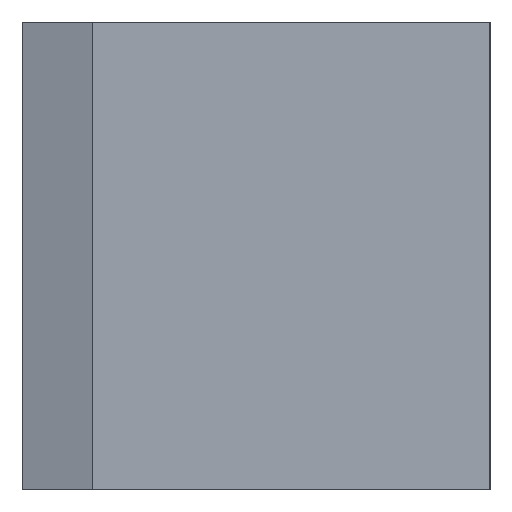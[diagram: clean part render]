
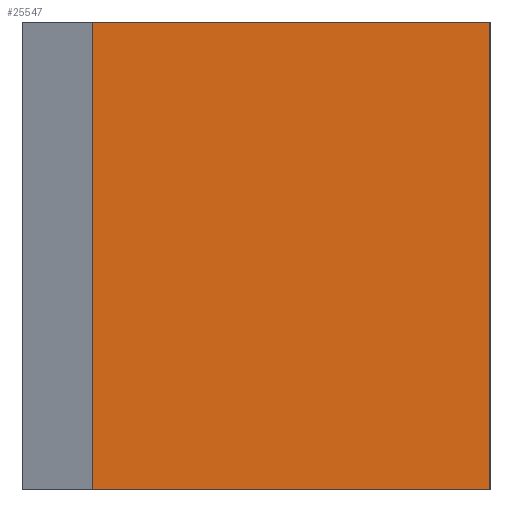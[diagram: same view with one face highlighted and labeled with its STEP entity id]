
A CAD part, left-side view. The second image highlights one B-rep face of the part: STEP entity #25547.
In plain terms, the highlighted planar face has unit normal (-1, 0, 0).
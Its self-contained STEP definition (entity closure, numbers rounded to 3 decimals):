
#24=ORIENTED_EDGE('',*,*,#7680,.T.);
#25=ORIENTED_EDGE('',*,*,#7681,.F.);
#26=ORIENTED_EDGE('',*,*,#7682,.F.);
#27=ORIENTED_EDGE('',*,*,#7677,.T.);
#7677=EDGE_CURVE('',#11506,#11505,#14057,.T.);
#7680=EDGE_CURVE('',#11505,#11508,#14060,.T.);
#7681=EDGE_CURVE('',#11509,#11508,#14061,.T.);
#7682=EDGE_CURVE('',#11506,#11509,#14062,.T.);
#11505=VERTEX_POINT('',#34505);
#11506=VERTEX_POINT('',#34507);
#11508=VERTEX_POINT('',#34513);
#11509=VERTEX_POINT('',#34515);
#14057=LINE('',#34506,#17885);
#14060=LINE('',#34512,#17888);
#14061=LINE('',#34514,#17889);
#14062=LINE('',#34516,#17890);
#17885=VECTOR('',#28120,1000.);
#17888=VECTOR('',#28125,1000.);
#17889=VECTOR('',#28126,1000.);
#17890=VECTOR('',#28127,1000.);
#21713=EDGE_LOOP('',(#24,#25,#26,#27));
#22991=FACE_BOUND('',#21713,.T.);
#24269=PLANE('',#26838);
#25547=ADVANCED_FACE('',(#22991),#24269,.F.);
#26838=AXIS2_PLACEMENT_3D('',#34511,#28123,#28124);
#28120=DIRECTION('',(0.,0.,-1.));
#28123=DIRECTION('',(1.,0.,0.));
#28124=DIRECTION('',(0.,0.,-1.));
#28125=DIRECTION('',(0.,-1.,0.));
#28126=DIRECTION('',(0.,0.,-1.));
#28127=DIRECTION('',(0.,-1.,0.));
#34505=CARTESIAN_POINT('',(0.,12.75,-7.5));
#34506=CARTESIAN_POINT('',(0.,12.75,7.5));
#34507=CARTESIAN_POINT('',(0.,12.75,7.5));
#34511=CARTESIAN_POINT('',(0.,12.75,7.5));
#34512=CARTESIAN_POINT('',(0.,12.75,-7.5));
#34513=CARTESIAN_POINT('',(0.,0.,-7.5));
#34514=CARTESIAN_POINT('',(0.,0.,7.5));
#34515=CARTESIAN_POINT('',(0.,0.,7.5));
#34516=CARTESIAN_POINT('',(0.,12.75,7.5));
